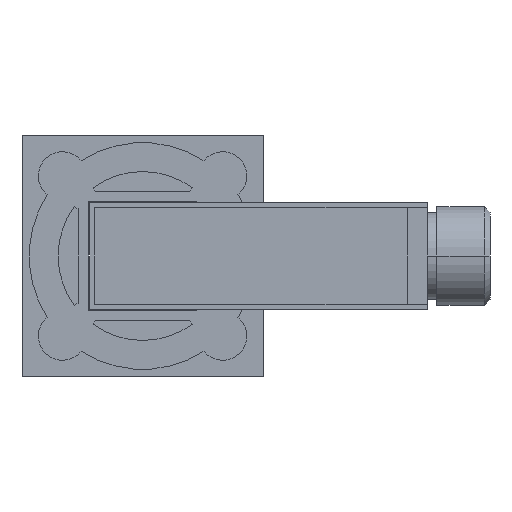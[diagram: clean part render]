
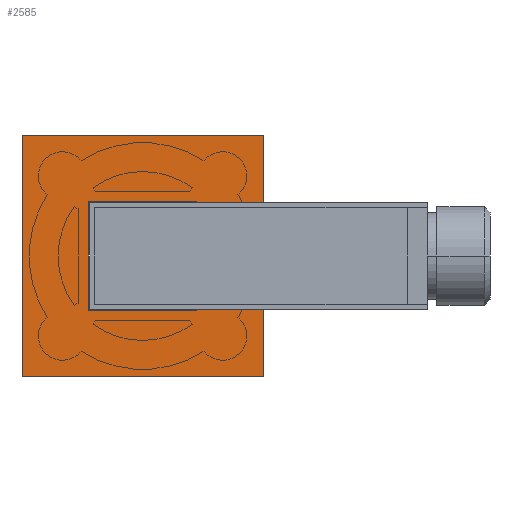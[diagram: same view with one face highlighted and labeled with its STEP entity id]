
A CAD part, left-side view. The second image highlights one B-rep face of the part: STEP entity #2585.
In plain terms, the highlighted face is planar.
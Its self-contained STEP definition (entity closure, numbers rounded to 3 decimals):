
#1870=DIRECTION('',(0.,-1.,0.));
#1871=VECTOR('',#1870,50.);
#1872=CARTESIAN_POINT('',(-25.,25.,5.5));
#1873=LINE('',#1872,#1871);
#1874=DIRECTION('',(-1.,0.,0.));
#1875=VECTOR('',#1874,50.);
#1876=CARTESIAN_POINT('',(25.,25.,5.5));
#1877=LINE('',#1876,#1875);
#1878=DIRECTION('',(0.,1.,0.));
#1879=VECTOR('',#1878,50.);
#1880=CARTESIAN_POINT('',(25.,-25.,5.5));
#1881=LINE('',#1880,#1879);
#1882=DIRECTION('',(1.,0.,0.));
#1883=VECTOR('',#1882,50.);
#1884=CARTESIAN_POINT('',(-25.,-25.,5.5));
#1885=LINE('',#1884,#1883);
#1886=DIRECTION('',(1.,0.,0.));
#1887=VECTOR('',#1886,22.4);
#1888=CARTESIAN_POINT('',(-11.2,11.2,5.5));
#1889=LINE('',#1888,#1887);
#1890=DIRECTION('',(0.,1.,0.));
#1891=VECTOR('',#1890,22.4);
#1892=CARTESIAN_POINT('',(-11.2,-11.2,5.5));
#1893=LINE('',#1892,#1891);
#1894=DIRECTION('',(-1.,0.,0.));
#1895=VECTOR('',#1894,22.4);
#1896=CARTESIAN_POINT('',(11.2,-11.2,5.5));
#1897=LINE('',#1896,#1895);
#1898=DIRECTION('',(0.,-1.,0.));
#1899=VECTOR('',#1898,22.4);
#1900=CARTESIAN_POINT('',(11.2,11.2,5.5));
#1901=LINE('',#1900,#1899);
#2258=CARTESIAN_POINT('',(-25.,25.,5.5));
#2259=CARTESIAN_POINT('',(-25.,-25.,5.5));
#2260=VERTEX_POINT('',#2258);
#2261=VERTEX_POINT('',#2259);
#2262=CARTESIAN_POINT('',(25.,-25.,5.5));
#2263=VERTEX_POINT('',#2262);
#2264=CARTESIAN_POINT('',(25.,25.,5.5));
#2265=VERTEX_POINT('',#2264);
#2266=CARTESIAN_POINT('',(-11.2,11.2,5.5));
#2267=CARTESIAN_POINT('',(11.2,11.2,5.5));
#2268=VERTEX_POINT('',#2266);
#2269=VERTEX_POINT('',#2267);
#2270=CARTESIAN_POINT('',(11.2,-11.2,5.5));
#2271=VERTEX_POINT('',#2270);
#2272=CARTESIAN_POINT('',(-11.2,-11.2,5.5));
#2273=VERTEX_POINT('',#2272);
#2564=CARTESIAN_POINT('',(0.,0.,5.5));
#2565=DIRECTION('',(0.,0.,1.));
#2566=DIRECTION('',(1.,0.,0.));
#2567=AXIS2_PLACEMENT_3D('',#2564,#2565,#2566);
#2568=PLANE('',#2567);
#2569=ORIENTED_EDGE('',*,*,#2516,.F.);
#2570=ORIENTED_EDGE('',*,*,#2531,.F.);
#2571=ORIENTED_EDGE('',*,*,#2545,.F.);
#2572=ORIENTED_EDGE('',*,*,#2558,.F.);
#2573=EDGE_LOOP('',(#2569,#2570,#2571,#2572));
#2574=FACE_OUTER_BOUND('',#2573,.F.);
#2576=ORIENTED_EDGE('',*,*,#2575,.F.);
#2578=ORIENTED_EDGE('',*,*,#2577,.F.);
#2580=ORIENTED_EDGE('',*,*,#2579,.F.);
#2582=ORIENTED_EDGE('',*,*,#2581,.F.);
#2583=EDGE_LOOP('',(#2576,#2578,#2580,#2582));
#2584=FACE_BOUND('',#2583,.F.);
#2516=EDGE_CURVE('',#2260,#2261,#1873,.T.);
#2531=EDGE_CURVE('',#2265,#2260,#1877,.T.);
#2545=EDGE_CURVE('',#2263,#2265,#1881,.T.);
#2558=EDGE_CURVE('',#2261,#2263,#1885,.T.);
#2575=EDGE_CURVE('',#2268,#2269,#1889,.T.);
#2577=EDGE_CURVE('',#2273,#2268,#1893,.T.);
#2579=EDGE_CURVE('',#2271,#2273,#1897,.T.);
#2581=EDGE_CURVE('',#2269,#2271,#1901,.T.);
#2585=ADVANCED_FACE('',(#2574,#2584),#2568,.T.);
